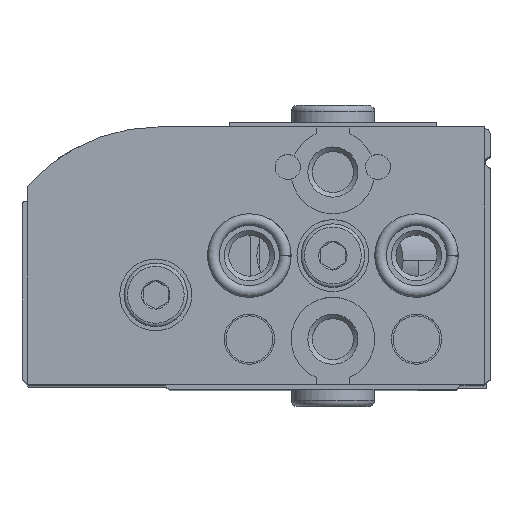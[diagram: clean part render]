
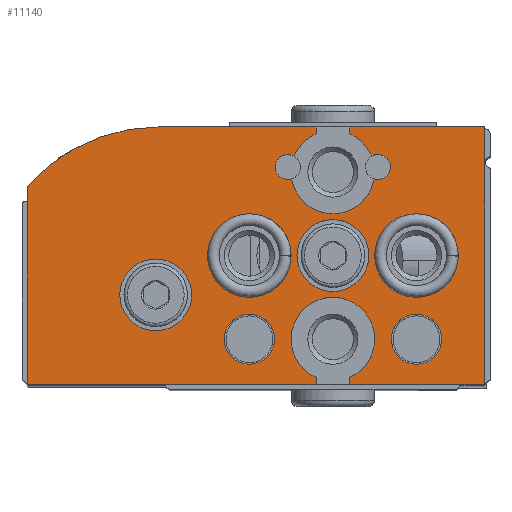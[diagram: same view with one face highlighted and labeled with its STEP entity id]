
A CAD part, top view. The second image highlights one B-rep face of the part: STEP entity #11140.
In plain terms, the highlighted face is planar.
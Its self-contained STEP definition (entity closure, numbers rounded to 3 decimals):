
#374=PLANE('',#12645);
#1128=LINE('',#19218,#2010);
#1129=LINE('',#19221,#2011);
#1130=LINE('',#19223,#2012);
#1131=LINE('',#19225,#2013);
#1132=LINE('',#19227,#2014);
#1133=LINE('',#19239,#2015);
#1134=LINE('',#19241,#2016);
#1135=LINE('',#19245,#2017);
#1136=LINE('',#19247,#2018);
#1137=LINE('',#19249,#2019);
#2010=VECTOR('',#15353,1000.);
#2011=VECTOR('',#15354,1000.);
#2012=VECTOR('',#15355,1000.);
#2013=VECTOR('',#15356,1000.);
#2014=VECTOR('',#15357,1000.);
#2015=VECTOR('',#15368,1000.);
#2016=VECTOR('',#15369,1000.);
#2017=VECTOR('',#15372,1000.);
#2018=VECTOR('',#15373,1000.);
#2019=VECTOR('',#15374,1000.);
#2892=CIRCLE('',#12646,2.15);
#2893=CIRCLE('',#12647,1.5);
#2894=CIRCLE('',#12648,1.5);
#2895=CIRCLE('',#12649,2.5);
#2896=CIRCLE('',#12650,2.15);
#2897=CIRCLE('',#12651,2.5);
#2898=CIRCLE('',#12652,2.5);
#2899=CIRCLE('',#12653,0.75);
#2900=CIRCLE('',#12654,2.5);
#2901=CIRCLE('',#12655,0.75);
#2902=CIRCLE('',#12656,2.5);
#2903=CIRCLE('',#12657,10.5);
#2904=CIRCLE('',#12658,2.5);
#5355=ORIENTED_EDGE('',*,*,#7356,.T.);
#5356=ORIENTED_EDGE('',*,*,#7357,.T.);
#5357=ORIENTED_EDGE('',*,*,#7358,.T.);
#5358=ORIENTED_EDGE('',*,*,#7359,.T.);
#5359=ORIENTED_EDGE('',*,*,#7360,.T.);
#5360=ORIENTED_EDGE('',*,*,#7361,.T.);
#5361=ORIENTED_EDGE('',*,*,#7362,.T.);
#5362=ORIENTED_EDGE('',*,*,#7363,.F.);
#5363=ORIENTED_EDGE('',*,*,#7364,.F.);
#5364=ORIENTED_EDGE('',*,*,#7365,.F.);
#5365=ORIENTED_EDGE('',*,*,#7366,.T.);
#5366=ORIENTED_EDGE('',*,*,#7367,.T.);
#5367=ORIENTED_EDGE('',*,*,#7368,.T.);
#5368=ORIENTED_EDGE('',*,*,#7369,.T.);
#5369=ORIENTED_EDGE('',*,*,#7370,.T.);
#5370=ORIENTED_EDGE('',*,*,#7371,.T.);
#5371=ORIENTED_EDGE('',*,*,#7372,.T.);
#5372=ORIENTED_EDGE('',*,*,#7373,.F.);
#5373=ORIENTED_EDGE('',*,*,#7374,.F.);
#5374=ORIENTED_EDGE('',*,*,#7375,.F.);
#5375=ORIENTED_EDGE('',*,*,#7376,.F.);
#5376=ORIENTED_EDGE('',*,*,#7377,.T.);
#5377=ORIENTED_EDGE('',*,*,#7378,.T.);
#7356=EDGE_CURVE('',#8565,#8565,#2892,.T.);
#7357=EDGE_CURVE('',#8566,#8566,#2893,.T.);
#7358=EDGE_CURVE('',#8567,#8567,#2894,.T.);
#7359=EDGE_CURVE('',#8568,#8568,#2895,.T.);
#7360=EDGE_CURVE('',#8569,#8569,#2896,.T.);
#7361=EDGE_CURVE('',#8570,#8570,#2897,.T.);
#7362=EDGE_CURVE('',#8571,#8572,#1128,.T.);
#7363=EDGE_CURVE('',#8573,#8572,#1129,.T.);
#7364=EDGE_CURVE('',#8574,#8573,#1130,.T.);
#7365=EDGE_CURVE('',#8575,#8574,#1131,.T.);
#7366=EDGE_CURVE('',#8575,#8576,#1132,.T.);
#7367=EDGE_CURVE('',#8576,#8577,#2898,.T.);
#7368=EDGE_CURVE('',#8577,#8578,#2899,.T.);
#7369=EDGE_CURVE('',#8578,#8579,#2900,.T.);
#7370=EDGE_CURVE('',#8579,#8580,#2901,.T.);
#7371=EDGE_CURVE('',#8580,#8581,#2902,.T.);
#7372=EDGE_CURVE('',#8581,#8582,#1133,.T.);
#7373=EDGE_CURVE('',#8583,#8582,#1134,.T.);
#7374=EDGE_CURVE('',#8584,#8583,#2903,.T.);
#7375=EDGE_CURVE('',#8585,#8584,#1135,.T.);
#7376=EDGE_CURVE('',#8586,#8585,#1136,.T.);
#7377=EDGE_CURVE('',#8586,#8587,#1137,.T.);
#7378=EDGE_CURVE('',#8587,#8571,#2904,.T.);
#8565=VERTEX_POINT('',#19207);
#8566=VERTEX_POINT('',#19209);
#8567=VERTEX_POINT('',#19211);
#8568=VERTEX_POINT('',#19213);
#8569=VERTEX_POINT('',#19215);
#8570=VERTEX_POINT('',#19217);
#8571=VERTEX_POINT('',#19219);
#8572=VERTEX_POINT('',#19220);
#8573=VERTEX_POINT('',#19222);
#8574=VERTEX_POINT('',#19224);
#8575=VERTEX_POINT('',#19226);
#8576=VERTEX_POINT('',#19228);
#8577=VERTEX_POINT('',#19230);
#8578=VERTEX_POINT('',#19232);
#8579=VERTEX_POINT('',#19234);
#8580=VERTEX_POINT('',#19236);
#8581=VERTEX_POINT('',#19238);
#8582=VERTEX_POINT('',#19240);
#8583=VERTEX_POINT('',#19242);
#8584=VERTEX_POINT('',#19244);
#8585=VERTEX_POINT('',#19246);
#8586=VERTEX_POINT('',#19248);
#8587=VERTEX_POINT('',#19250);
#9557=EDGE_LOOP('',(#5355));
#9558=EDGE_LOOP('',(#5356));
#9559=EDGE_LOOP('',(#5357));
#9560=EDGE_LOOP('',(#5358));
#9561=EDGE_LOOP('',(#5359));
#9562=EDGE_LOOP('',(#5360));
#9563=EDGE_LOOP('',(#5361,#5362,#5363,#5364,#5365,#5366,#5367,#5368,#5369,
#5370,#5371,#5372,#5373,#5374,#5375,#5376,#5377));
#10401=FACE_BOUND('',#9557,.T.);
#10402=FACE_BOUND('',#9558,.T.);
#10403=FACE_BOUND('',#9559,.T.);
#10404=FACE_BOUND('',#9560,.T.);
#10405=FACE_BOUND('',#9561,.T.);
#10406=FACE_BOUND('',#9562,.T.);
#10407=FACE_BOUND('',#9563,.T.);
#11140=ADVANCED_FACE('',(#10401,#10402,#10403,#10404,#10405,#10406,#10407),
#374,.F.);
#12645=AXIS2_PLACEMENT_3D('',#19205,#15339,#15340);
#12646=AXIS2_PLACEMENT_3D('',#19206,#15341,#15342);
#12647=AXIS2_PLACEMENT_3D('',#19208,#15343,#15344);
#12648=AXIS2_PLACEMENT_3D('',#19210,#15345,#15346);
#12649=AXIS2_PLACEMENT_3D('',#19212,#15347,#15348);
#12650=AXIS2_PLACEMENT_3D('',#19214,#15349,#15350);
#12651=AXIS2_PLACEMENT_3D('',#19216,#15351,#15352);
#12652=AXIS2_PLACEMENT_3D('',#19229,#15358,#15359);
#12653=AXIS2_PLACEMENT_3D('',#19231,#15360,#15361);
#12654=AXIS2_PLACEMENT_3D('',#19233,#15362,#15363);
#12655=AXIS2_PLACEMENT_3D('',#19235,#15364,#15365);
#12656=AXIS2_PLACEMENT_3D('',#19237,#15366,#15367);
#12657=AXIS2_PLACEMENT_3D('',#19243,#15370,#15371);
#12658=AXIS2_PLACEMENT_3D('',#19251,#15375,#15376);
#15339=DIRECTION('',(0.,0.,1.));
#15340=DIRECTION('',(1.,0.,0.));
#15341=DIRECTION('',(0.,0.,1.));
#15342=DIRECTION('',(1.,0.,0.));
#15343=DIRECTION('',(0.,0.,1.));
#15344=DIRECTION('',(1.,0.,0.));
#15345=DIRECTION('',(0.,0.,1.));
#15346=DIRECTION('',(1.,0.,0.));
#15347=DIRECTION('',(0.,0.,1.));
#15348=DIRECTION('',(1.,0.,0.));
#15349=DIRECTION('',(0.,0.,1.));
#15350=DIRECTION('',(1.,0.,0.));
#15351=DIRECTION('',(0.,0.,1.));
#15352=DIRECTION('',(1.,0.,0.));
#15353=DIRECTION('',(0.,-1.,0.));
#15354=DIRECTION('',(1.,0.,0.));
#15355=DIRECTION('',(0.,-1.,0.));
#15356=DIRECTION('',(-1.,0.,0.));
#15357=DIRECTION('',(0.,-1.,0.));
#15358=DIRECTION('',(0.,0.,1.));
#15359=DIRECTION('',(1.,0.,0.));
#15360=DIRECTION('',(0.,0.,1.));
#15361=DIRECTION('',(1.,0.,0.));
#15362=DIRECTION('',(0.,0.,1.));
#15363=DIRECTION('',(1.,0.,0.));
#15364=DIRECTION('',(0.,0.,1.));
#15365=DIRECTION('',(1.,0.,0.));
#15366=DIRECTION('',(0.,0.,1.));
#15367=DIRECTION('',(1.,0.,0.));
#15368=DIRECTION('',(0.,1.,0.));
#15369=DIRECTION('',(-1.,0.,0.));
#15370=DIRECTION('',(0.,0.,1.));
#15371=DIRECTION('',(1.,0.,0.));
#15372=DIRECTION('',(0.,1.,0.));
#15373=DIRECTION('',(1.,0.,0.));
#15374=DIRECTION('',(0.,1.,0.));
#15375=DIRECTION('',(0.,0.,1.));
#15376=DIRECTION('',(1.,0.,0.));
#19205=CARTESIAN_POINT('',(19.5,4.9,0.));
#19206=CARTESIAN_POINT('',(19.7,5.35,0.));
#19207=CARTESIAN_POINT('',(21.85,5.35,0.));
#19208=CARTESIAN_POINT('',(14.1,2.7,0.));
#19209=CARTESIAN_POINT('',(15.6,2.7,0.));
#19210=CARTESIAN_POINT('',(4.1,2.7,0.));
#19211=CARTESIAN_POINT('',(5.6,2.7,0.));
#19212=CARTESIAN_POINT('',(14.1,7.7,0.));
#19213=CARTESIAN_POINT('',(16.6,7.7,0.));
#19214=CARTESIAN_POINT('',(9.1,7.7,0.));
#19215=CARTESIAN_POINT('',(11.25,7.7,0.));
#19216=CARTESIAN_POINT('',(4.1,7.7,0.));
#19217=CARTESIAN_POINT('',(6.6,7.7,0.));
#19218=CARTESIAN_POINT('',(8.1,3.,0.));
#19219=CARTESIAN_POINT('',(8.1,0.409,0.));
#19220=CARTESIAN_POINT('',(8.1,0.,0.));
#19221=CARTESIAN_POINT('',(0.,0.,0.));
#19222=CARTESIAN_POINT('',(0.,0.,0.));
#19223=CARTESIAN_POINT('',(0.,15.4,0.));
#19224=CARTESIAN_POINT('',(0.,15.4,0.));
#19225=CARTESIAN_POINT('',(19.5,15.4,0.));
#19226=CARTESIAN_POINT('',(8.1,15.4,0.));
#19227=CARTESIAN_POINT('',(8.1,15.4,0.));
#19228=CARTESIAN_POINT('',(8.1,14.991,0.));
#19229=CARTESIAN_POINT('',(9.1,12.7,0.));
#19230=CARTESIAN_POINT('',(6.785,13.644,0.));
#19231=CARTESIAN_POINT('',(6.4,13.,0.));
#19232=CARTESIAN_POINT('',(6.634,12.288,0.));
#19233=CARTESIAN_POINT('',(9.1,12.7,0.));
#19234=CARTESIAN_POINT('',(11.566,12.288,0.));
#19235=CARTESIAN_POINT('',(11.8,13.,0.));
#19236=CARTESIAN_POINT('',(11.415,13.644,0.));
#19237=CARTESIAN_POINT('',(9.1,12.7,0.));
#19238=CARTESIAN_POINT('',(10.1,14.991,0.));
#19239=CARTESIAN_POINT('',(10.1,12.4,0.));
#19240=CARTESIAN_POINT('',(10.1,15.4,0.));
#19241=CARTESIAN_POINT('',(19.5,15.4,0.));
#19242=CARTESIAN_POINT('',(19.5,15.4,0.));
#19243=CARTESIAN_POINT('',(19.5,4.9,0.));
#19244=CARTESIAN_POINT('',(27.4,11.817,0.));
#19245=CARTESIAN_POINT('',(27.4,0.,0.));
#19246=CARTESIAN_POINT('',(27.4,0.,0.));
#19247=CARTESIAN_POINT('',(0.,0.,0.));
#19248=CARTESIAN_POINT('',(10.1,0.,0.));
#19249=CARTESIAN_POINT('',(10.1,0.,0.));
#19250=CARTESIAN_POINT('',(10.1,0.409,0.));
#19251=CARTESIAN_POINT('',(9.1,2.7,0.));
